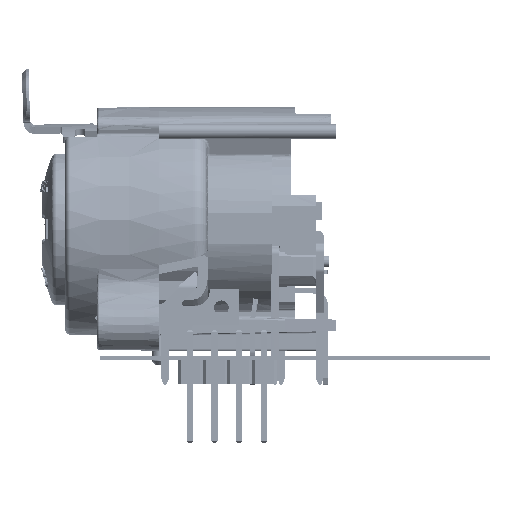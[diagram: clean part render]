
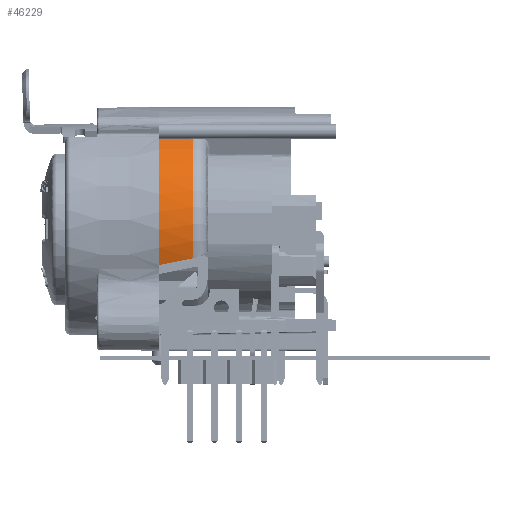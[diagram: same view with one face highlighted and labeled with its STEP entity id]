
A CAD part, left-side view. The second image highlights one B-rep face of the part: STEP entity #46229.
In plain terms, the highlighted conical face has half-angle 1 degrees and reference radius 10.925 mm.
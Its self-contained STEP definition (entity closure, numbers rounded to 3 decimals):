
#19143 = VERTEX_POINT('',#19144);
#19144 = CARTESIAN_POINT('',(10.309,-3.709,-6.35));
#19151 = EDGE_CURVE('',#19143,#19152,#19154,.T.);
#19152 = VERTEX_POINT('',#19153);
#19153 = CARTESIAN_POINT('',(5.834,9.273,-6.35));
#19154 = CIRCLE('',#19155,10.956);
#19155 = AXIS2_PLACEMENT_3D('',#19156,#19157,#19158);
#19156 = CARTESIAN_POINT('',(0.,0.,-6.35));
#19157 = DIRECTION('',(0.,0.,1.));
#19158 = DIRECTION('',(0.941,-0.339,0.));
#20736 = EDGE_CURVE('',#20737,#19143,#20739,.T.);
#20737 = VERTEX_POINT('',#20738);
#20738 = CARTESIAN_POINT('',(10.468,-3.017,
    -9.876));
#20739 = B_SPLINE_CURVE_WITH_KNOTS('',3,(#20740,#20741,#20742,#20743),
  .UNSPECIFIED.,.F.,.F.,(4,4),(0.,1.),.PIECEWISE_BEZIER_KNOTS.);
#20740 = CARTESIAN_POINT('',(10.468,-3.017,
    -9.876));
#20741 = CARTESIAN_POINT('',(10.422,-3.251,
    -8.701));
#20742 = CARTESIAN_POINT('',(10.368,-3.482,
    -7.526));
#20743 = CARTESIAN_POINT('',(10.309,-3.709,-6.35));
#45848 = EDGE_CURVE('',#19152,#45849,#45851,.T.);
#45849 = VERTEX_POINT('',#45850);
#45850 = CARTESIAN_POINT('',(5.745,9.256,
    -9.876));
#45851 = B_SPLINE_CURVE_WITH_KNOTS('',3,(#45852,#45853,#45854,#45855,
    #45856,#45857),.UNSPECIFIED.,.F.,.F.,(4,1,1,4),(0.,0.333,
    0.667,1.),.UNSPECIFIED.);
#45852 = CARTESIAN_POINT('',(5.834,9.273,-6.35));
#45853 = CARTESIAN_POINT('',(5.824,9.27,
    -6.781));
#45854 = CARTESIAN_POINT('',(5.804,9.266,
    -7.617));
#45855 = CARTESIAN_POINT('',(5.774,9.26,-8.79
    ));
#45856 = CARTESIAN_POINT('',(5.755,9.257,
    -9.523));
#45857 = CARTESIAN_POINT('',(5.745,9.256,
    -9.876));
#46142 = EDGE_CURVE('',#45849,#20737,#46143,.T.);
#46143 = CIRCLE('',#46144,10.894);
#46144 = AXIS2_PLACEMENT_3D('',#46145,#46146,#46147);
#46145 = CARTESIAN_POINT('',(0.,0.,-9.876));
#46146 = DIRECTION('',(0.,0.,-1.));
#46147 = DIRECTION('',(0.527,0.85,0.));
#46229 = ADVANCED_FACE('',(#46230),#46236,.T.);
#46230 = FACE_BOUND('',#46231,.T.);
#46231 = EDGE_LOOP('',(#46232,#46233,#46234,#46235));
#46232 = ORIENTED_EDGE('',*,*,#19151,.F.);
#46233 = ORIENTED_EDGE('',*,*,#20736,.F.);
#46234 = ORIENTED_EDGE('',*,*,#46142,.F.);
#46235 = ORIENTED_EDGE('',*,*,#45848,.F.);
#46236 = CONICAL_SURFACE('',#46237,10.925,0.017);
#46237 = AXIS2_PLACEMENT_3D('',#46238,#46239,#46240);
#46238 = CARTESIAN_POINT('',(0.,0.,-8.113));
#46239 = DIRECTION('',(0.,0.,1.));
#46240 = DIRECTION('',(1.,0.,-0.));
